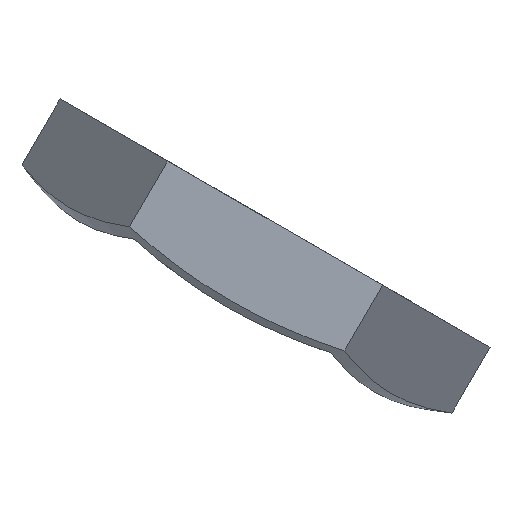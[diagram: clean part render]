
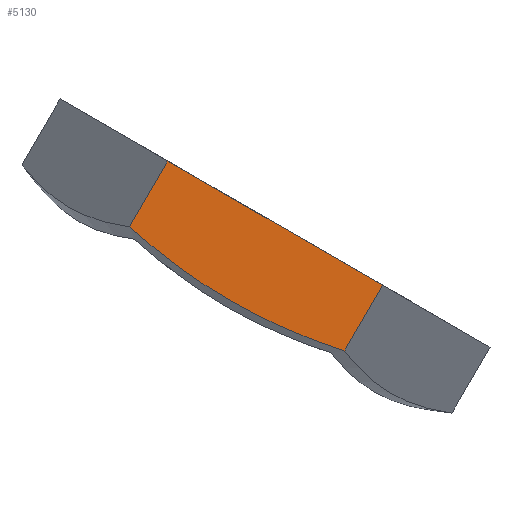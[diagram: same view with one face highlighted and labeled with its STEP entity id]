
A CAD part, front view. The second image highlights one B-rep face of the part: STEP entity #5130.
In plain terms, the highlighted face is planar.
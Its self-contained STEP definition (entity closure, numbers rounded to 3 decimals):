
#360=CARTESIAN_POINT('',(6.928,0.,-12.));
#370=VERTEX_POINT('',#360);
#400=CARTESIAN_POINT('',(6.928,0.,-12.));
#410=DIRECTION('',(-1.,0.,0.));
#420=VECTOR('',#410,13.856);
#430=LINE('',#400,#420);
#440=CARTESIAN_POINT('',(-6.928,0.,-12.));
#450=VERTEX_POINT('',#440);
#460=EDGE_CURVE('',#370,#450,#430,.T.);
#3010=CARTESIAN_POINT('',(-6.928,0.,-12.));
#3020=DIRECTION('',(0.,1.,0.));
#3030=VECTOR('',#3020,4.25);
#3040=LINE('',#3010,#3030);
#3050=CARTESIAN_POINT('',(-6.928,4.25,-12.));
#3060=VERTEX_POINT('',#3050);
#3070=EDGE_CURVE('',#450,#3060,#3040,.T.);
#4720=CARTESIAN_POINT('',(6.928,0.,-12.));
#4730=DIRECTION('',(0.,0.,-1.));
#4740=DIRECTION('',(-1.,0.,0.));
#4750=AXIS2_PLACEMENT_3D('',#4720,#4730,#4740);
#4760=PLANE('',#4750);
#4770=ORIENTED_EDGE('',*,*,#3070,.T.);
#4780=ORIENTED_EDGE('',*,*,#460,.T.);
#4790=CARTESIAN_POINT('',(6.928,0.,-12.));
#4800=DIRECTION('',(0.,1.,0.));
#4810=VECTOR('',#4800,4.25);
#4820=LINE('',#4790,#4810);
#4830=CARTESIAN_POINT('',(6.928,4.25,-12.));
#4840=VERTEX_POINT('',#4830);
#4850=EDGE_CURVE('',#370,#4840,#4820,.T.);
#4860=ORIENTED_EDGE('',*,*,#4850,.F.);
#4870=CARTESIAN_POINT('',(0.,5.,-12.));
#4880=CARTESIAN_POINT('',(0.462,5.,-12.));
#4890=CARTESIAN_POINT('',(1.385,4.978,-12.));
#4900=CARTESIAN_POINT('',(2.764,4.883,-12.));
#4910=CARTESIAN_POINT('',(4.136,4.729,-12.));
#4920=CARTESIAN_POINT('',(5.51,4.522,-12.));
#4930=CARTESIAN_POINT('',(6.452,4.346,-12.));
#4940=CARTESIAN_POINT('',(6.928,4.25,-12.));
#4950=B_SPLINE_CURVE_WITH_KNOTS('',3,(#4870,#4880,#4890,#4900,#4910,
#4920,#4930,#4940),.UNSPECIFIED.,.F.,.F.,(4,1,1,1,1,4),(0.,0.2,0.4,0.6,
0.8,1.),.UNSPECIFIED.);
#4960=CARTESIAN_POINT('',(0.,5.,-12.));
#4970=VERTEX_POINT('',#4960);
#4980=EDGE_CURVE('',#4970,#4840,#4950,.T.);
#4990=ORIENTED_EDGE('',*,*,#4980,.T.);
#5000=CARTESIAN_POINT('',(-6.928,4.25,-12.));
#5010=CARTESIAN_POINT('',(-6.448,4.347,-12.));
#5020=CARTESIAN_POINT('',(-5.499,4.523,-12.));
#5030=CARTESIAN_POINT('',(-4.123,4.731,-12.));
#5040=CARTESIAN_POINT('',(-2.752,4.884,-12.));
#5050=CARTESIAN_POINT('',(-1.379,4.979,-12.));
#5060=CARTESIAN_POINT('',(-0.46,5.,-12.));
#5070=CARTESIAN_POINT('',(0.,5.,-12.));
#5080=B_SPLINE_CURVE_WITH_KNOTS('',3,(#5000,#5010,#5020,#5030,#5040,
#5050,#5060,#5070),.UNSPECIFIED.,.F.,.F.,(4,1,1,1,1,4),(0.,0.2,0.4,0.6,
0.8,1.),.UNSPECIFIED.);
#5090=EDGE_CURVE('',#3060,#4970,#5080,.T.);
#5100=ORIENTED_EDGE('',*,*,#5090,.T.);
#5110=EDGE_LOOP('',(#5100,#4990,#4860,#4780,#4770));
#5120=FACE_OUTER_BOUND('',#5110,.T.);
#5130=ADVANCED_FACE('',(#5120),#4760,.T.);
